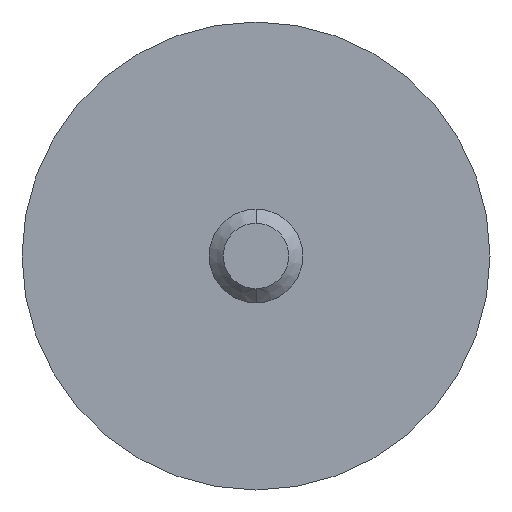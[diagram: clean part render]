
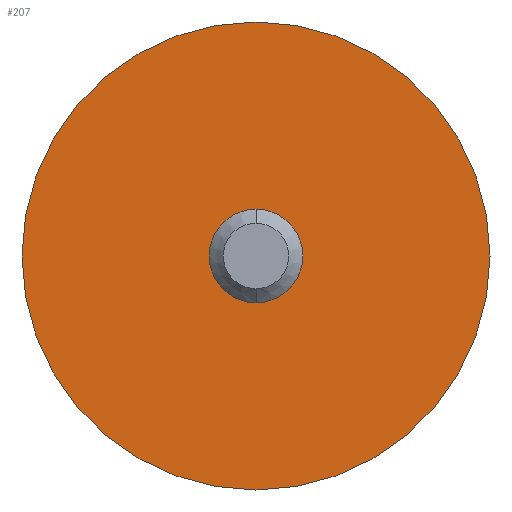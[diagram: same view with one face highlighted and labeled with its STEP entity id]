
A CAD part, left-side view. The second image highlights one B-rep face of the part: STEP entity #207.
In plain terms, the highlighted planar face has unit normal (-1, 0, 0).
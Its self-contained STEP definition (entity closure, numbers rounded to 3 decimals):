
#1 = ORIENTED_EDGE ( 'NONE', *, *, #129, .T. ) ;
#34 = CIRCLE ( 'NONE', #158, 5. ) ;
#39 = AXIS2_PLACEMENT_3D ( 'NONE', #131, #347, #342 ) ;
#41 = FACE_BOUND ( 'NONE', #299, .T. ) ;
#59 = CARTESIAN_POINT ( 'NONE',  ( -1.5, 0., 0. ) ) ;
#113 = EDGE_CURVE ( 'NONE', #266, #364, #173, .T. ) ;
#117 = DIRECTION ( 'NONE',  ( 0., 0., 1. ) ) ;
#122 = DIRECTION ( 'NONE',  ( 0., 0., 1. ) ) ;
#123 = CARTESIAN_POINT ( 'NONE',  ( -1.5, 0., -5. ) ) ;
#129 = EDGE_CURVE ( 'NONE', #161, #175, #148, .T. ) ;
#131 = CARTESIAN_POINT ( 'NONE',  ( -1.5, 0., 0. ) ) ;
#148 = CIRCLE ( 'NONE', #450, 5. ) ;
#158 = AXIS2_PLACEMENT_3D ( 'NONE', #59, #171, #507 ) ;
#161 = VERTEX_POINT ( 'NONE', #204 ) ;
#171 = DIRECTION ( 'NONE',  ( -1., 0., 0. ) ) ;
#173 = CIRCLE ( 'NONE', #180, 1. ) ;
#175 = VERTEX_POINT ( 'NONE', #123 ) ;
#180 = AXIS2_PLACEMENT_3D ( 'NONE', #246, #455, #122 ) ;
#188 = DIRECTION ( 'NONE',  ( 0., 0., 1. ) ) ;
#204 = CARTESIAN_POINT ( 'NONE',  ( -1.5, 0., 5. ) ) ;
#207 = ADVANCED_FACE ( 'NONE', ( #41, #379 ), #307, .F. ) ;
#214 = CARTESIAN_POINT ( 'NONE',  ( -1.5, 0., -1. ) ) ;
#228 = CARTESIAN_POINT ( 'NONE',  ( -1.5, 0., 0. ) ) ;
#231 = ORIENTED_EDGE ( 'NONE', *, *, #432, .F. ) ;
#246 = CARTESIAN_POINT ( 'NONE',  ( -1.5, 0., 0. ) ) ;
#266 = VERTEX_POINT ( 'NONE', #214 ) ;
#272 = CIRCLE ( 'NONE', #372, 1. ) ;
#284 = EDGE_CURVE ( 'NONE', #175, #161, #34, .T. ) ;
#298 = DIRECTION ( 'NONE',  ( -1., 0., 0. ) ) ;
#299 = EDGE_LOOP ( 'NONE', ( #322, #231 ) ) ;
#307 = PLANE ( 'NONE',  #39 ) ;
#322 = ORIENTED_EDGE ( 'NONE', *, *, #113, .F. ) ;
#342 = DIRECTION ( 'NONE',  ( 0., 0., -1. ) ) ;
#347 = DIRECTION ( 'NONE',  ( 1., 0., 0. ) ) ;
#355 = ORIENTED_EDGE ( 'NONE', *, *, #284, .T. ) ;
#364 = VERTEX_POINT ( 'NONE', #482 ) ;
#372 = AXIS2_PLACEMENT_3D ( 'NONE', #228, #515, #188 ) ;
#379 = FACE_OUTER_BOUND ( 'NONE', #501, .T. ) ;
#432 = EDGE_CURVE ( 'NONE', #364, #266, #272, .T. ) ;
#450 = AXIS2_PLACEMENT_3D ( 'NONE', #500, #298, #117 ) ;
#455 = DIRECTION ( 'NONE',  ( -1., 0., 0. ) ) ;
#482 = CARTESIAN_POINT ( 'NONE',  ( -1.5, 0., 1. ) ) ;
#500 = CARTESIAN_POINT ( 'NONE',  ( -1.5, 0., 0. ) ) ;
#501 = EDGE_LOOP ( 'NONE', ( #1, #355 ) ) ;
#507 = DIRECTION ( 'NONE',  ( 0., 0., 1. ) ) ;
#515 = DIRECTION ( 'NONE',  ( -1., 0., 0. ) ) ;
